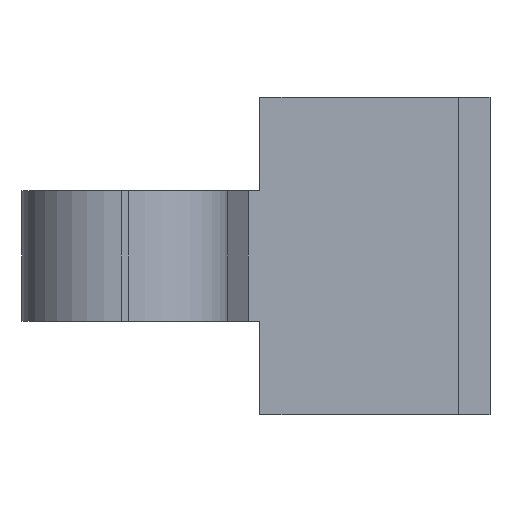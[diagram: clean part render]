
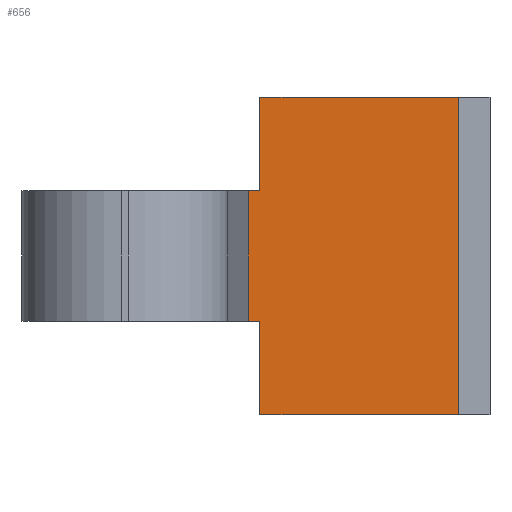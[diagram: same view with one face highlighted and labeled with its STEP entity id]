
A CAD part, left-side view. The second image highlights one B-rep face of the part: STEP entity #656.
In plain terms, the highlighted planar face has unit normal (-1, 0, 0).
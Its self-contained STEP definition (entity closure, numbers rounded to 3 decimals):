
#13 = EDGE_CURVE ( 'NONE', #46, #852, #1043, .T. ) ;
#46 = VERTEX_POINT ( 'NONE', #573 ) ;
#53 = ORIENTED_EDGE ( 'NONE', *, *, #13, .F. ) ;
#112 = ORIENTED_EDGE ( 'NONE', *, *, #398, .F. ) ;
#169 = VECTOR ( 'NONE', #814, 1000. ) ;
#171 = FACE_OUTER_BOUND ( 'NONE', #179, .T. ) ;
#179 = EDGE_LOOP ( 'NONE', ( #1023, #922, #53, #1107, #812, #620, #112, #675 ) ) ;
#211 = CARTESIAN_POINT ( 'NONE',  ( 0., 5., 0. ) ) ;
#223 = CARTESIAN_POINT ( 'NONE',  ( 0., 5.3, -5.65 ) ) ;
#236 = VERTEX_POINT ( 'NONE', #1091 ) ;
#287 = DIRECTION ( 'NONE',  ( 0., -1., 0. ) ) ;
#294 = CARTESIAN_POINT ( 'NONE',  ( 0., 0., 0. ) ) ;
#302 = DIRECTION ( 'NONE',  ( 0., 0., -1. ) ) ;
#303 = EDGE_CURVE ( 'NONE', #852, #310, #804, .T. ) ;
#310 = VERTEX_POINT ( 'NONE', #821 ) ;
#330 = LINE ( 'NONE', #482, #951 ) ;
#340 = VERTEX_POINT ( 'NONE', #628 ) ;
#398 = EDGE_CURVE ( 'NONE', #719, #714, #926, .T. ) ;
#440 = LINE ( 'NONE', #808, #582 ) ;
#454 = CARTESIAN_POINT ( 'NONE',  ( 0., 5., 0. ) ) ;
#478 = CARTESIAN_POINT ( 'NONE',  ( 0., 5., -5.65 ) ) ;
#482 = CARTESIAN_POINT ( 'NONE',  ( 0., 5.3, -2.35 ) ) ;
#483 = EDGE_CURVE ( 'NONE', #909, #310, #748, .T. ) ;
#489 = VECTOR ( 'NONE', #500, 1000. ) ;
#500 = DIRECTION ( 'NONE',  ( 0., 0., -1. ) ) ;
#535 = CARTESIAN_POINT ( 'NONE',  ( 0., 5., 0. ) ) ;
#565 = AXIS2_PLACEMENT_3D ( 'NONE', #535, #905, #302 ) ;
#573 = CARTESIAN_POINT ( 'NONE',  ( 0., 5., -2.35 ) ) ;
#577 = DIRECTION ( 'NONE',  ( 0., 0., 1. ) ) ;
#582 = VECTOR ( 'NONE', #1200, 1000. ) ;
#620 = ORIENTED_EDGE ( 'NONE', *, *, #773, .T. ) ;
#622 = PLANE ( 'NONE',  #565 ) ;
#628 = CARTESIAN_POINT ( 'NONE',  ( 0., 5.3, -2.35 ) ) ;
#656 = ADVANCED_FACE ( 'NONE', ( #171 ), #622, .F. ) ;
#659 = DIRECTION ( 'NONE',  ( 0., 0., 1. ) ) ;
#662 = VECTOR ( 'NONE', #659, 1000. ) ;
#675 = ORIENTED_EDGE ( 'NONE', *, *, #1149, .T. ) ;
#714 = VERTEX_POINT ( 'NONE', #478 ) ;
#719 = VERTEX_POINT ( 'NONE', #932 ) ;
#738 = CARTESIAN_POINT ( 'NONE',  ( 0., 5., 0. ) ) ;
#748 = LINE ( 'NONE', #294, #662 ) ;
#773 = EDGE_CURVE ( 'NONE', #236, #714, #1126, .T. ) ;
#776 = VECTOR ( 'NONE', #287, 1000. ) ;
#791 = VECTOR ( 'NONE', #577, 1000. ) ;
#804 = LINE ( 'NONE', #454, #169 ) ;
#808 = CARTESIAN_POINT ( 'NONE',  ( 0., 5., -8. ) ) ;
#812 = ORIENTED_EDGE ( 'NONE', *, *, #830, .T. ) ;
#814 = DIRECTION ( 'NONE',  ( 0., -1., 0. ) ) ;
#821 = CARTESIAN_POINT ( 'NONE',  ( 0., 0., 0. ) ) ;
#830 = EDGE_CURVE ( 'NONE', #340, #236, #871, .T. ) ;
#831 = DIRECTION ( 'NONE',  ( 0., 0., 1. ) ) ;
#852 = VERTEX_POINT ( 'NONE', #972 ) ;
#871 = LINE ( 'NONE', #1158, #489 ) ;
#876 = VECTOR ( 'NONE', #831, 1000. ) ;
#905 = DIRECTION ( 'NONE',  ( 1., 0., 0. ) ) ;
#909 = VERTEX_POINT ( 'NONE', #992 ) ;
#922 = ORIENTED_EDGE ( 'NONE', *, *, #303, .F. ) ;
#926 = LINE ( 'NONE', #738, #876 ) ;
#932 = CARTESIAN_POINT ( 'NONE',  ( 0., 5., -8. ) ) ;
#951 = VECTOR ( 'NONE', #1137, 1000. ) ;
#972 = CARTESIAN_POINT ( 'NONE',  ( 0., 5., 0. ) ) ;
#992 = CARTESIAN_POINT ( 'NONE',  ( 0., 0., -8. ) ) ;
#1023 = ORIENTED_EDGE ( 'NONE', *, *, #483, .T. ) ;
#1027 = EDGE_CURVE ( 'NONE', #340, #46, #330, .T. ) ;
#1043 = LINE ( 'NONE', #211, #791 ) ;
#1091 = CARTESIAN_POINT ( 'NONE',  ( 0., 5.3, -5.65 ) ) ;
#1107 = ORIENTED_EDGE ( 'NONE', *, *, #1027, .F. ) ;
#1126 = LINE ( 'NONE', #223, #776 ) ;
#1137 = DIRECTION ( 'NONE',  ( 0., -1., 0. ) ) ;
#1149 = EDGE_CURVE ( 'NONE', #719, #909, #440, .T. ) ;
#1158 = CARTESIAN_POINT ( 'NONE',  ( 0., 5.3, -2.35 ) ) ;
#1200 = DIRECTION ( 'NONE',  ( 0., -1., 0. ) ) ;
